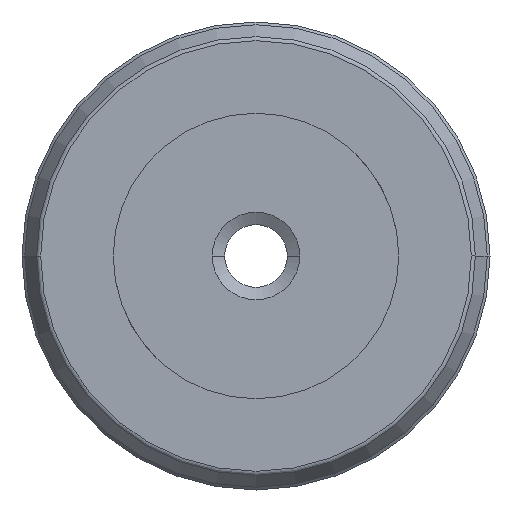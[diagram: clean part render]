
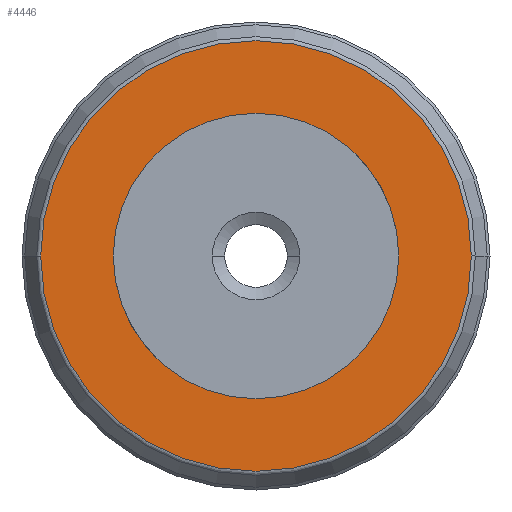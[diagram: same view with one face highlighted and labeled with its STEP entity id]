
A CAD part, front view. The second image highlights one B-rep face of the part: STEP entity #4446.
In plain terms, the highlighted planar face has unit normal (0, -1, 0).
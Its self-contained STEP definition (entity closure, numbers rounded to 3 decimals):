
#133=CARTESIAN_POINT('',(0.,-98.8,0.));
#134=DIRECTION('',(0.,1.,0.));
#135=DIRECTION('',(1.,0.,0.));
#136=AXIS2_PLACEMENT_3D('',#133,#134,#135);
#148=CARTESIAN_POINT('',(0.,-98.8,0.));
#149=DIRECTION('',(0.,1.,0.));
#150=DIRECTION('',(-1.,0.,0.));
#151=AXIS2_PLACEMENT_3D('',#148,#149,#150);
#163=CARTESIAN_POINT('',(0.,-98.8,0.));
#164=DIRECTION('',(0.,1.,0.));
#165=DIRECTION('',(1.,0.,0.));
#166=AXIS2_PLACEMENT_3D('',#163,#164,#165);
#168=CARTESIAN_POINT('',(0.,-98.8,0.));
#169=DIRECTION('',(0.,-1.,0.));
#170=DIRECTION('',(1.,0.,0.));
#171=AXIS2_PLACEMENT_3D('',#168,#169,#170);
#4110=CARTESIAN_POINT('',(-23.368,-98.8,0.));
#4111=CARTESIAN_POINT('',(23.368,-98.8,0.));
#4112=VERTEX_POINT('',#4110);
#4113=VERTEX_POINT('',#4111);
#4130=CARTESIAN_POINT('',(15.5,-98.8,0.));
#4131=CARTESIAN_POINT('',(-15.5,-98.8,0.));
#4132=VERTEX_POINT('',#4130);
#4133=VERTEX_POINT('',#4131);
#4431=CARTESIAN_POINT('',(0.,-98.8,0.));
#4432=DIRECTION('',(0.,-1.,0.));
#4433=DIRECTION('',(-1.,0.,0.));
#4434=AXIS2_PLACEMENT_3D('',#4431,#4432,#4433);
#4435=PLANE('',#4434);
#4436=ORIENTED_EDGE('',*,*,#4413,.T.);
#4437=ORIENTED_EDGE('',*,*,#4398,.T.);
#4438=EDGE_LOOP('',(#4436,#4437));
#4439=FACE_OUTER_BOUND('',#4438,.F.);
#4441=ORIENTED_EDGE('',*,*,#4440,.F.);
#4443=ORIENTED_EDGE('',*,*,#4442,.T.);
#4444=EDGE_LOOP('',(#4441,#4443));
#4445=FACE_BOUND('',#4444,.F.);
#4446=ADVANCED_FACE('',(#4439,#4445),#4435,.T.);
#137=CIRCLE('',#136,23.368);
#152=CIRCLE('',#151,23.368);
#167=CIRCLE('',#166,15.5);
#172=CIRCLE('',#171,15.5);
#4398=EDGE_CURVE('',#4113,#4112,#137,.T.);
#4413=EDGE_CURVE('',#4112,#4113,#152,.T.);
#4440=EDGE_CURVE('',#4132,#4133,#167,.T.);
#4442=EDGE_CURVE('',#4132,#4133,#172,.T.);
